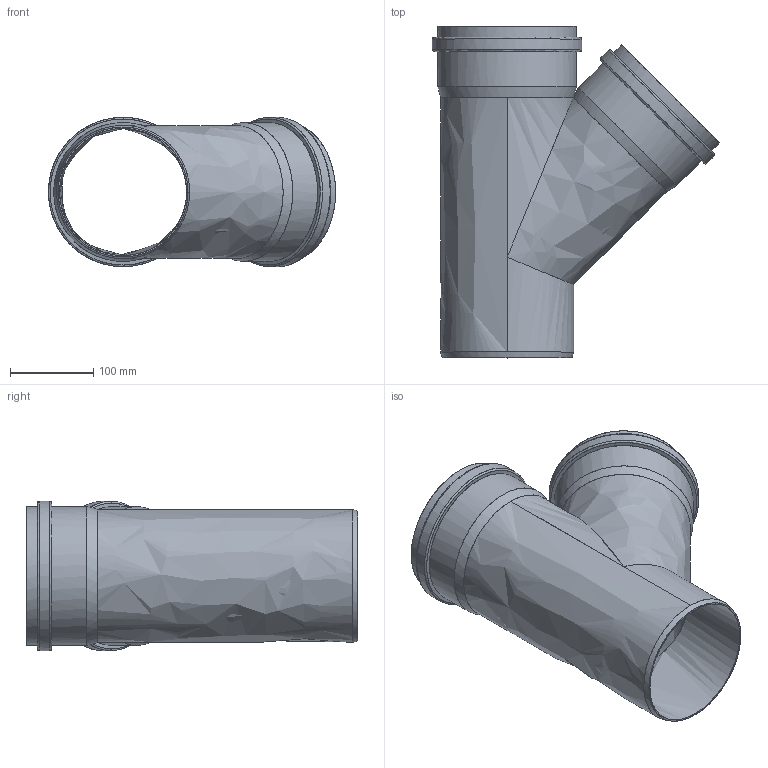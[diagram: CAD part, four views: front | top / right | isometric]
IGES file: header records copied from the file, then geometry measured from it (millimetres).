
Global section: file name: 03016_D45 160.igs; native system: NX V4.0; preprocessor: UGS NX IGES V5.0; date: 20090715.112015; units: millimetre
Bounding box: 345.43 x 399 x 179.7 mm (x, y, z)
Surface area: 602641.6 mm2 (no closed solid volume)
Topology: 0 solids, 0 shells, 56 faces, 804 edges, 750 vertices
Faces by surface type: bspline 56
